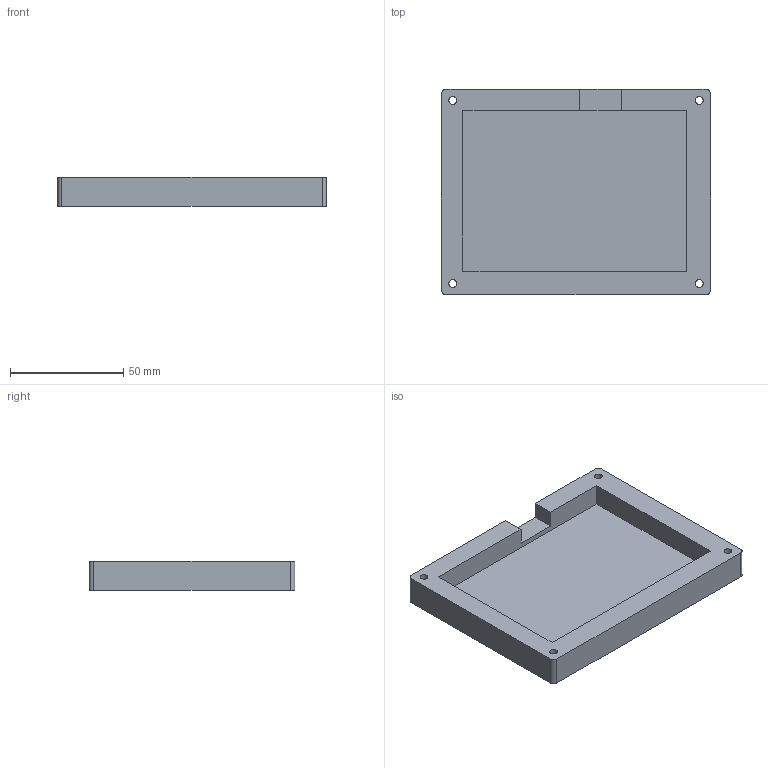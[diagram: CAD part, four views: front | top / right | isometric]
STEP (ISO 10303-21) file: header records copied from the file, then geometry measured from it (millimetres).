
FILE_DESCRIPTION(/* description */ (''),/* implementation_level */ '2;1');
FILE_NAME(/* name */ 'Valer''s MacroPad.step',/* time_stamp */ '2026-01-09T18:15:27+01:00',/* author */ (''),/* organization */ (''),/* preprocessor_version */ 'ST-DEVELOPER v20.1',/* originating_system */ 'Autodesk Translation Framework v14.21.0.0',/* authorisation */ '');
FILE_SCHEMA (('AUTOMOTIVE_DESIGN { 1 0 10303 214 3 1 1 }'));
Length unit declared in the file: millimetre
Products named in the file (2): Valer's MacroPad; Valer' MacroPad
Bounding box: 119 x 91 x 13.2 mm (x, y, z)
Volume: 68420.9 mm3; surface area: 30956.7 mm2
Topology: 1 solids, 1 shells, 426 faces, 1185 edges, 790 vertices
Faces by surface type: bspline 261, plane 153, cylinder 12
Full cylindrical faces by diameter (mm): 3.4 x4, 6 x4
Entity records: 16052 total; most frequent: CARTESIAN_POINT 6841, ORIENTED_EDGE 2370, EDGE_CURVE 1185, DIRECTION 1023, VERTEX_POINT 790, LINE 639, VECTOR 639, B_SPLINE_CURVE_WITH_KNOTS 522
